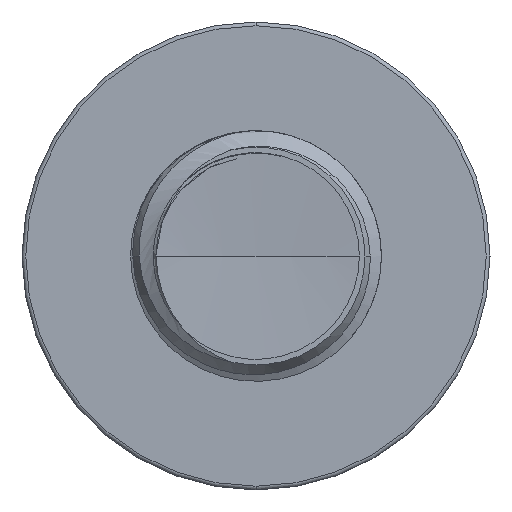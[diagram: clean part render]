
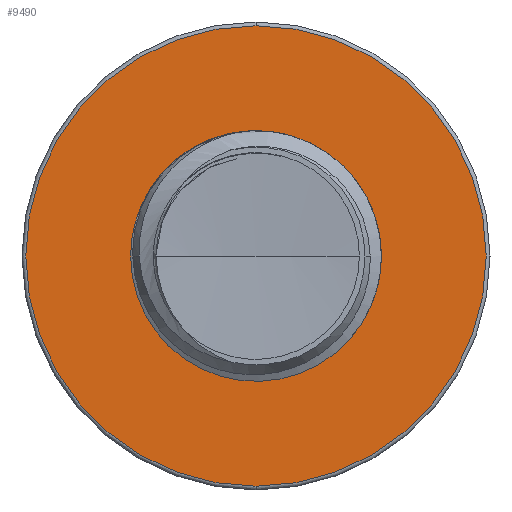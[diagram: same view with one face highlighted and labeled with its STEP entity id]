
A CAD part, front view. The second image highlights one B-rep face of the part: STEP entity #9490.
In plain terms, the highlighted planar face has unit normal (0, -1, 0).
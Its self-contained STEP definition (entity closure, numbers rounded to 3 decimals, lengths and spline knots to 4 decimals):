
#106 = DIRECTION ( 'NONE',  ( 0., 0., -1. ) ) ;
#800 = CARTESIAN_POINT ( 'NONE',  ( 0., 9., -2.755 ) ) ;
#816 = AXIS2_PLACEMENT_3D ( 'NONE', #5509, #5471, #5465 ) ;
#991 = CARTESIAN_POINT ( 'NONE',  ( 0., 9., 0. ) ) ;
#2337 = EDGE_LOOP ( 'NONE', ( #28609, #21262 ) ) ;
#2833 = FACE_OUTER_BOUND ( 'NONE', #28422, .T. ) ;
#3359 = EDGE_CURVE ( 'NONE', #28056, #16586, #5069, .T. ) ;
#4588 = EDGE_CURVE ( 'NONE', #18888, #8979, #18451, .T. ) ;
#4724 = CARTESIAN_POINT ( 'NONE',  ( 0., 9., 1.4363 ) ) ;
#4828 = ORIENTED_EDGE ( 'NONE', *, *, #3359, .T. ) ;
#5069 = CIRCLE ( 'NONE', #5198, 2.755 ) ;
#5198 = AXIS2_PLACEMENT_3D ( 'NONE', #991, #31005, #106 ) ;
#5465 = DIRECTION ( 'NONE',  ( 0., 0., -1. ) ) ;
#5471 = DIRECTION ( 'NONE',  ( 0., -1., 0. ) ) ;
#5509 = CARTESIAN_POINT ( 'NONE',  ( 0., 9., 0. ) ) ;
#5811 = DIRECTION ( 'NONE',  ( 0., 0., -1. ) ) ;
#7303 = AXIS2_PLACEMENT_3D ( 'NONE', #25743, #10844, #28224 ) ;
#8979 = VERTEX_POINT ( 'NONE', #4724 ) ;
#9490 = ADVANCED_FACE ( 'NONE', ( #2833, #27174 ), #18731, .T. ) ;
#10260 = EDGE_CURVE ( 'NONE', #16586, #28056, #10808, .T. ) ;
#10808 = CIRCLE ( 'NONE', #11481, 2.755 ) ;
#10844 = DIRECTION ( 'NONE',  ( 0., -1., 0. ) ) ;
#11055 = CARTESIAN_POINT ( 'NONE',  ( 0., 9., 2.755 ) ) ;
#11250 = EDGE_CURVE ( 'NONE', #8979, #18888, #20352, .T. ) ;
#11481 = AXIS2_PLACEMENT_3D ( 'NONE', #15194, #32103, #17768 ) ;
#13869 = AXIS2_PLACEMENT_3D ( 'NONE', #30504, #21191, #5811 ) ;
#15194 = CARTESIAN_POINT ( 'NONE',  ( 0., 9., 0. ) ) ;
#16586 = VERTEX_POINT ( 'NONE', #800 ) ;
#17768 = DIRECTION ( 'NONE',  ( 0., 0., -1. ) ) ;
#17928 = CARTESIAN_POINT ( 'NONE',  ( 0., 9., -1.4363 ) ) ;
#18451 = CIRCLE ( 'NONE', #816, 1.4363 ) ;
#18731 = PLANE ( 'NONE',  #13869 ) ;
#18888 = VERTEX_POINT ( 'NONE', #17928 ) ;
#20352 = CIRCLE ( 'NONE', #7303, 1.4363 ) ;
#21191 = DIRECTION ( 'NONE',  ( 0., -1., 0. ) ) ;
#21262 = ORIENTED_EDGE ( 'NONE', *, *, #11250, .F. ) ;
#23105 = ORIENTED_EDGE ( 'NONE', *, *, #10260, .T. ) ;
#25743 = CARTESIAN_POINT ( 'NONE',  ( 0., 9., 0. ) ) ;
#27174 = FACE_BOUND ( 'NONE', #2337, .T. ) ;
#28056 = VERTEX_POINT ( 'NONE', #11055 ) ;
#28224 = DIRECTION ( 'NONE',  ( 0., 0., -1. ) ) ;
#28422 = EDGE_LOOP ( 'NONE', ( #23105, #4828 ) ) ;
#28609 = ORIENTED_EDGE ( 'NONE', *, *, #4588, .F. ) ;
#30504 = CARTESIAN_POINT ( 'NONE',  ( 0., 9., 1.4363 ) ) ;
#31005 = DIRECTION ( 'NONE',  ( 0., -1., 0. ) ) ;
#32103 = DIRECTION ( 'NONE',  ( 0., -1., 0. ) ) ;
